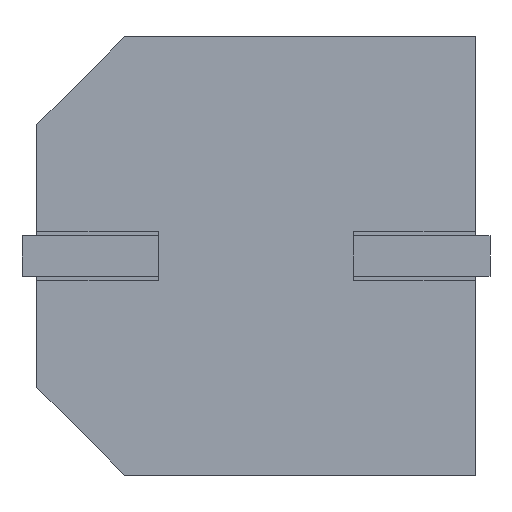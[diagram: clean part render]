
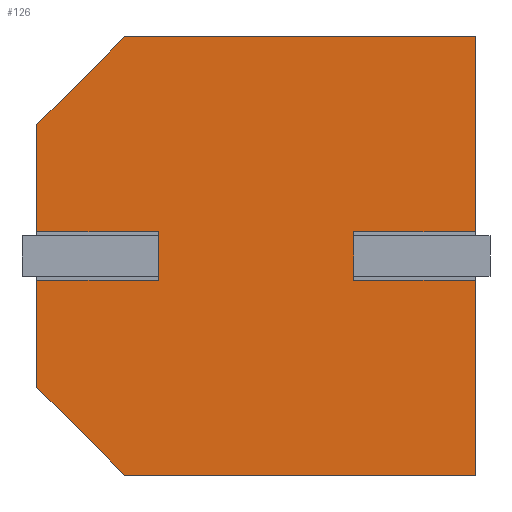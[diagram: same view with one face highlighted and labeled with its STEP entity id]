
A CAD part, front view. The second image highlights one B-rep face of the part: STEP entity #126.
In plain terms, the highlighted face is planar.
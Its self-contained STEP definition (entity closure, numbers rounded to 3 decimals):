
#9 = VERTEX_POINT ( 'NONE', #2860 ) ;
#33 = DIRECTION ( 'NONE',  ( -1., 0., 0. ) ) ;
#36 = DIRECTION ( 'NONE',  ( 1., 0., 0. ) ) ;
#37 = CARTESIAN_POINT ( 'NONE',  ( -0.366, -0.57, 0. ) ) ;
#48 = VECTOR ( 'NONE', #36, 1000. ) ;
#56 = VERTEX_POINT ( 'NONE', #2195 ) ;
#92 = LINE ( 'NONE', #1503, #1548 ) ;
#109 = DIRECTION ( 'NONE',  ( -0.707, 0.707, 0. ) ) ;
#113 = CARTESIAN_POINT ( 'NONE',  ( 5.15, 3.09, 0. ) ) ;
#126 = ADVANCED_FACE ( 'NONE', ( #2873 ), #2444, .F. ) ;
#141 = CARTESIAN_POINT ( 'NONE',  ( 5.15, 0., 0. ) ) ;
#149 = DIRECTION ( 'NONE',  ( 0., 1., 0. ) ) ;
#180 = LINE ( 'NONE', #963, #2456 ) ;
#225 = CARTESIAN_POINT ( 'NONE',  ( -5.15, -5.15, 0. ) ) ;
#353 = VERTEX_POINT ( 'NONE', #1563 ) ;
#368 = VERTEX_POINT ( 'NONE', #1557 ) ;
#374 = CARTESIAN_POINT ( 'NONE',  ( -5.15, 5.15, 0. ) ) ;
#409 = EDGE_CURVE ( 'NONE', #3124, #1204, #92, .T. ) ;
#420 = ORIENTED_EDGE ( 'NONE', *, *, #2081, .F. ) ;
#444 = CARTESIAN_POINT ( 'NONE',  ( 5.15, 0., 0. ) ) ;
#468 = ORIENTED_EDGE ( 'NONE', *, *, #2885, .F. ) ;
#527 = ORIENTED_EDGE ( 'NONE', *, *, #1848, .F. ) ;
#529 = LINE ( 'NONE', #1221, #2679 ) ;
#543 = CARTESIAN_POINT ( 'NONE',  ( 2.3, -0.57, 0. ) ) ;
#563 = LINE ( 'NONE', #1491, #1900 ) ;
#640 = VECTOR ( 'NONE', #2415, 1000. ) ;
#647 = CARTESIAN_POINT ( 'NONE',  ( -5.15, 0.57, 0. ) ) ;
#649 = AXIS2_PLACEMENT_3D ( 'NONE', #868, #2169, #2163 ) ;
#690 = CARTESIAN_POINT ( 'NONE',  ( 5.15, -0.57, 0. ) ) ;
#700 = CARTESIAN_POINT ( 'NONE',  ( 2.3, 0.57, 0. ) ) ;
#710 = CARTESIAN_POINT ( 'NONE',  ( 2.3, 0., 0. ) ) ;
#714 = DIRECTION ( 'NONE',  ( 1., 0., 0. ) ) ;
#844 = VERTEX_POINT ( 'NONE', #897 ) ;
#868 = CARTESIAN_POINT ( 'NONE',  ( -0.366, 0., 0. ) ) ;
#897 = CARTESIAN_POINT ( 'NONE',  ( 5.15, -3.09, 0. ) ) ;
#963 = CARTESIAN_POINT ( 'NONE',  ( -0.366, 0.57, 0. ) ) ;
#985 = VECTOR ( 'NONE', #1989, 1000. ) ;
#1066 = VECTOR ( 'NONE', #1689, 1000. ) ;
#1097 = VECTOR ( 'NONE', #149, 1000. ) ;
#1204 = VERTEX_POINT ( 'NONE', #374 ) ;
#1221 = CARTESIAN_POINT ( 'NONE',  ( -5.15, 0., 0. ) ) ;
#1234 = DIRECTION ( 'NONE',  ( 0., 1., 0. ) ) ;
#1238 = ORIENTED_EDGE ( 'NONE', *, *, #2785, .F. ) ;
#1253 = VERTEX_POINT ( 'NONE', #225 ) ;
#1255 = LINE ( 'NONE', #1691, #2990 ) ;
#1270 = EDGE_CURVE ( 'NONE', #2731, #3124, #1719, .T. ) ;
#1291 = ORIENTED_EDGE ( 'NONE', *, *, #1270, .F. ) ;
#1323 = EDGE_CURVE ( 'NONE', #2740, #3114, #2096, .T. ) ;
#1405 = DIRECTION ( 'NONE',  ( 0., -1., 0. ) ) ;
#1438 = ORIENTED_EDGE ( 'NONE', *, *, #2592, .F. ) ;
#1463 = VERTEX_POINT ( 'NONE', #647 ) ;
#1491 = CARTESIAN_POINT ( 'NONE',  ( -5.15, 0., 0. ) ) ;
#1494 = DIRECTION ( 'NONE',  ( -1., 0., 0. ) ) ;
#1503 = CARTESIAN_POINT ( 'NONE',  ( -0.366, 5.15, 0. ) ) ;
#1533 = EDGE_CURVE ( 'NONE', #353, #844, #2353, .T. ) ;
#1548 = VECTOR ( 'NONE', #1494, 1000. ) ;
#1557 = CARTESIAN_POINT ( 'NONE',  ( -5.15, -0.57, 0. ) ) ;
#1563 = CARTESIAN_POINT ( 'NONE',  ( 3.09, -5.15, 0. ) ) ;
#1659 = CARTESIAN_POINT ( 'NONE',  ( -0.366, -5.15, 0. ) ) ;
#1689 = DIRECTION ( 'NONE',  ( 0.707, 0.707, 0. ) ) ;
#1691 = CARTESIAN_POINT ( 'NONE',  ( -0.366, -0.57, 0. ) ) ;
#1694 = CARTESIAN_POINT ( 'NONE',  ( 3.09, -5.15, 0. ) ) ;
#1719 = LINE ( 'NONE', #113, #2843 ) ;
#1740 = EDGE_CURVE ( 'NONE', #2069, #56, #2801, .T. ) ;
#1755 = DIRECTION ( 'NONE',  ( 0., -1., 0. ) ) ;
#1803 = LINE ( 'NONE', #444, #2289 ) ;
#1833 = LINE ( 'NONE', #710, #1097 ) ;
#1838 = ORIENTED_EDGE ( 'NONE', *, *, #1533, .F. ) ;
#1848 = EDGE_CURVE ( 'NONE', #1204, #1463, #563, .T. ) ;
#1861 = LINE ( 'NONE', #1659, #48 ) ;
#1900 = VECTOR ( 'NONE', #1755, 1000. ) ;
#1954 = CARTESIAN_POINT ( 'NONE',  ( -2.3, 0., 0. ) ) ;
#1989 = DIRECTION ( 'NONE',  ( 0., 1., 0. ) ) ;
#2027 = CARTESIAN_POINT ( 'NONE',  ( -2.3, 0.57, 0. ) ) ;
#2037 = VECTOR ( 'NONE', #33, 1000. ) ;
#2069 = VERTEX_POINT ( 'NONE', #2027 ) ;
#2081 = EDGE_CURVE ( 'NONE', #3114, #2931, #1833, .T. ) ;
#2082 = ORIENTED_EDGE ( 'NONE', *, *, #2926, .F. ) ;
#2096 = LINE ( 'NONE', #37, #2037 ) ;
#2120 = ORIENTED_EDGE ( 'NONE', *, *, #2984, .F. ) ;
#2163 = DIRECTION ( 'NONE',  ( 1., 0., 0. ) ) ;
#2169 = DIRECTION ( 'NONE',  ( 0., 0., 1. ) ) ;
#2195 = CARTESIAN_POINT ( 'NONE',  ( -2.3, -0.57, 0. ) ) ;
#2207 = EDGE_CURVE ( 'NONE', #1253, #353, #1861, .T. ) ;
#2228 = LINE ( 'NONE', #2612, #640 ) ;
#2258 = VECTOR ( 'NONE', #1405, 1000. ) ;
#2289 = VECTOR ( 'NONE', #1234, 1000. ) ;
#2295 = CARTESIAN_POINT ( 'NONE',  ( 3.09, 5.15, 0. ) ) ;
#2341 = DIRECTION ( 'NONE',  ( -1., 0., 0. ) ) ;
#2353 = LINE ( 'NONE', #1694, #1066 ) ;
#2415 = DIRECTION ( 'NONE',  ( 1., 0., 0. ) ) ;
#2418 = ORIENTED_EDGE ( 'NONE', *, *, #409, .F. ) ;
#2423 = ORIENTED_EDGE ( 'NONE', *, *, #1323, .F. ) ;
#2444 = PLANE ( 'NONE',  #649 ) ;
#2456 = VECTOR ( 'NONE', #714, 1000. ) ;
#2573 = EDGE_LOOP ( 'NONE', ( #420, #2423, #468, #1838, #3030, #2831, #1438, #2804, #2120, #527, #2418, #1291, #1238, #2082 ) ) ;
#2592 = EDGE_CURVE ( 'NONE', #56, #368, #1255, .T. ) ;
#2612 = CARTESIAN_POINT ( 'NONE',  ( -0.366, 0.57, 0. ) ) ;
#2663 = EDGE_CURVE ( 'NONE', #368, #1253, #529, .T. ) ;
#2679 = VECTOR ( 'NONE', #2813, 1000. ) ;
#2731 = VERTEX_POINT ( 'NONE', #2823 ) ;
#2740 = VERTEX_POINT ( 'NONE', #690 ) ;
#2770 = LINE ( 'NONE', #141, #985 ) ;
#2785 = EDGE_CURVE ( 'NONE', #9, #2731, #1803, .T. ) ;
#2801 = LINE ( 'NONE', #1954, #2258 ) ;
#2804 = ORIENTED_EDGE ( 'NONE', *, *, #1740, .F. ) ;
#2813 = DIRECTION ( 'NONE',  ( 0., -1., 0. ) ) ;
#2823 = CARTESIAN_POINT ( 'NONE',  ( 5.15, 3.09, 0. ) ) ;
#2831 = ORIENTED_EDGE ( 'NONE', *, *, #2663, .F. ) ;
#2843 = VECTOR ( 'NONE', #109, 1000. ) ;
#2860 = CARTESIAN_POINT ( 'NONE',  ( 5.15, 0.57, 0. ) ) ;
#2873 = FACE_OUTER_BOUND ( 'NONE', #2573, .T. ) ;
#2885 = EDGE_CURVE ( 'NONE', #844, #2740, #2770, .T. ) ;
#2926 = EDGE_CURVE ( 'NONE', #2931, #9, #2228, .T. ) ;
#2931 = VERTEX_POINT ( 'NONE', #700 ) ;
#2984 = EDGE_CURVE ( 'NONE', #1463, #2069, #180, .T. ) ;
#2990 = VECTOR ( 'NONE', #2341, 1000. ) ;
#3030 = ORIENTED_EDGE ( 'NONE', *, *, #2207, .F. ) ;
#3114 = VERTEX_POINT ( 'NONE', #543 ) ;
#3124 = VERTEX_POINT ( 'NONE', #2295 ) ;
